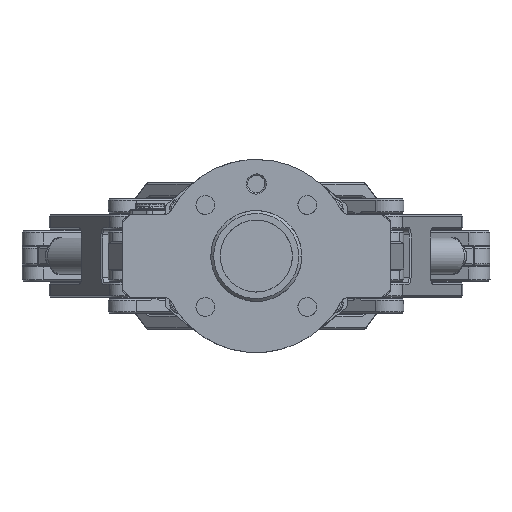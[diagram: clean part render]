
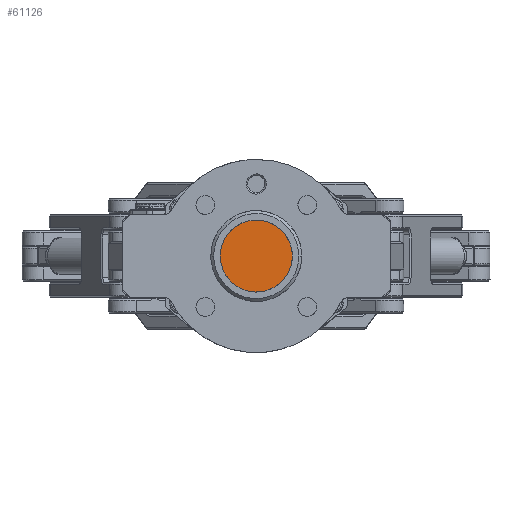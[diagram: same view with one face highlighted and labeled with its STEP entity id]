
A CAD part, front view. The second image highlights one B-rep face of the part: STEP entity #61126.
In plain terms, the highlighted free-form (B-spline) face has degree [1, 1] with [2, 2] control points.
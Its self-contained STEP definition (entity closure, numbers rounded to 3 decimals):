
#1750 = CARTESIAN_POINT ( 'NONE',  ( 12.5, 0., 0. ) ) ;
#2546 = VERTEX_POINT ( 'NONE', #16408 ) ;
#6900 = CARTESIAN_POINT ( 'NONE',  ( -12.5, 0., 0. ) ) ;
#7585 = CARTESIAN_POINT ( 'NONE',  ( 12.5, 0., -25. ) ) ;
#10954 = B_SPLINE_SURFACE_WITH_KNOTS ( 'NONE', 1, 1, ( 
 ( #60390, #72542 ),
 ( #15805, #37586 ) ),
 .UNSPECIFIED., .F., .F., .F.,
 ( 2, 2 ),
 ( 2, 2 ),
 ( 0., 1. ),
 ( 0., 1. ),
 .UNSPECIFIED. ) ;
#13475 = CARTESIAN_POINT ( 'NONE',  ( -12.5, 0., 0. ) ) ;
#15805 = CARTESIAN_POINT ( 'NONE',  ( 12.65, 0., 12.65 ) ) ;
#16008 = EDGE_CURVE ( 'NONE', #2546, #67344, #17884, .T. ) ;
#16408 = CARTESIAN_POINT ( 'NONE',  ( -12.5, 0., 0. ) ) ;
#17884 =( BOUNDED_CURVE ( )  B_SPLINE_CURVE ( 3, ( #6900, #69499, #17961, #41900, #63631, #63984, #1750 ),
 .UNSPECIFIED., .F., .F. ) 
 B_SPLINE_CURVE_WITH_KNOTS ( ( 4, 3, 4 ),
 ( -3.142, -1.571, 0. ),
 .UNSPECIFIED. ) 
 CURVE ( )  GEOMETRIC_REPRESENTATION_ITEM ( )  RATIONAL_B_SPLINE_CURVE ( ( 1., 0.805, 0.805, 1., 0.805, 0.805, 1. ) ) 
 REPRESENTATION_ITEM ( '' )  );
#17928 = CARTESIAN_POINT ( 'NONE',  ( 12.5, 0., 0. ) ) ;
#17961 = CARTESIAN_POINT ( 'NONE',  ( -7.322, 0., 12.5 ) ) ;
#28943 = ORIENTED_EDGE ( 'NONE', *, *, #16008, .F. ) ;
#30609 = EDGE_CURVE ( 'NONE', #67344, #2546, #34705, .T. ) ;
#34705 =( BOUNDED_CURVE ( )  B_SPLINE_CURVE ( 3, ( #17928, #7585, #58417, #13475 ),
 .UNSPECIFIED., .F., .F. ) 
 B_SPLINE_CURVE_WITH_KNOTS ( ( 4, 4 ),
 ( -3.142, 0. ),
 .UNSPECIFIED. ) 
 CURVE ( )  GEOMETRIC_REPRESENTATION_ITEM ( )  RATIONAL_B_SPLINE_CURVE ( ( 1., 0.333, 0.333, 1. ) ) 
 REPRESENTATION_ITEM ( '' )  );
#37586 = CARTESIAN_POINT ( 'NONE',  ( 12.65, 0., -12.65 ) ) ;
#41397 = EDGE_LOOP ( 'NONE', ( #63979, #28943 ) ) ;
#41900 = CARTESIAN_POINT ( 'NONE',  ( 0., 0., 12.5 ) ) ;
#49709 = FACE_OUTER_BOUND ( 'NONE', #41397, .T. ) ;
#58417 = CARTESIAN_POINT ( 'NONE',  ( -12.5, 0., -25. ) ) ;
#60390 = CARTESIAN_POINT ( 'NONE',  ( -12.65, 0., 12.65 ) ) ;
#61126 = ADVANCED_FACE ( 'NONE', ( #49709 ), #10954, .F. ) ;
#61935 = CARTESIAN_POINT ( 'NONE',  ( 12.5, 0., 0. ) ) ;
#63631 = CARTESIAN_POINT ( 'NONE',  ( 7.322, 0., 12.5 ) ) ;
#63979 = ORIENTED_EDGE ( 'NONE', *, *, #30609, .F. ) ;
#63984 = CARTESIAN_POINT ( 'NONE',  ( 12.5, 0., 7.322 ) ) ;
#67344 = VERTEX_POINT ( 'NONE', #61935 ) ;
#69499 = CARTESIAN_POINT ( 'NONE',  ( -12.5, 0., 7.322 ) ) ;
#72542 = CARTESIAN_POINT ( 'NONE',  ( -12.65, 0., -12.65 ) ) ;
